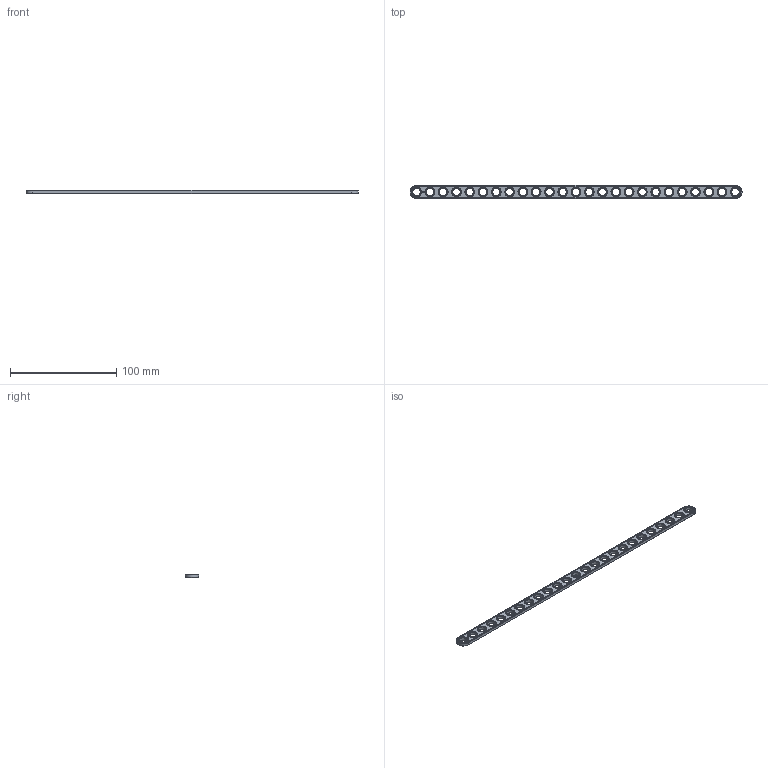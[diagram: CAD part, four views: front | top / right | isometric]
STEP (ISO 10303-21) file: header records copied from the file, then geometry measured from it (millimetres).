
FILE_DESCRIPTION(('FreeCAD Model'),'2;1');
FILE_NAME('Open CASCADE Shape Model','2021-03-06T13:32:27',( 'Paulo Kiefe'),('STEMFIE.org'),'Open CASCADE STEP processor 7.4', 'FreeCAD','Unknown');
FILE_SCHEMA(('AUTOMOTIVE_DESIGN { 1 0 10303 214 1 1 1 1 }'));
Length unit declared in the file: millimetre
Products named in the file (1): Brace_STR_STD_ERR_BU25x01x00.25_-_SPN-BRC-0024_(stemfie.org)
Bounding box: 312.5 x 12.5 x 3.12 mm (x, y, z)
Volume: 8685 mm3; surface area: 9396.7 mm2
Topology: 1 solids, 1 shells, 639 faces, 1673 edges, 1096 vertices
Faces by surface type: plane 351, extrusion 180, cone 54, cylinder 54
Full cylindrical faces by diameter (mm): 7 x25, 9.2 x25
Entity records: 42747 total; most frequent: CARTESIAN_POINT 10251, DIRECTION 5331, VECTOR 4004, LINE 3824, ORIENTED_EDGE 3346, PCURVE 3346, DEFINITIONAL_REPRESENTATION 3346, EDGE_CURVE 1673
